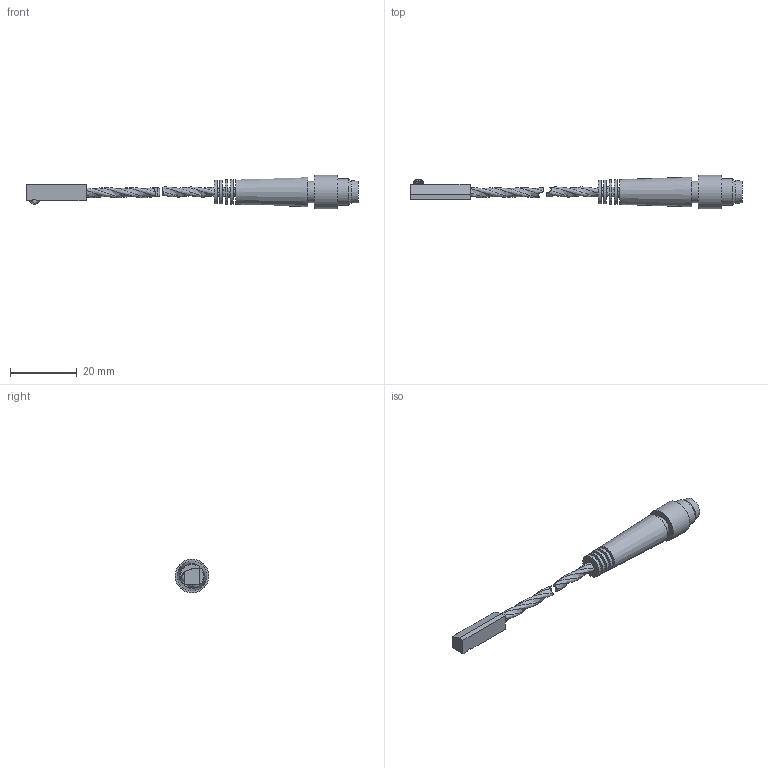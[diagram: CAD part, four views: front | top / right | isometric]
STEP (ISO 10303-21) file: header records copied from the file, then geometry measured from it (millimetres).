
FILE_DESCRIPTION((''),'2;1');
FILE_NAME('MZ07C500.stp','2014-06-29T12:12:00',('Administrator'),(''),'Autodesk Inventor 11','Autodesk Inventor 11','');
FILE_SCHEMA(('AUTOMOTIVE_DESIGN { 1 0 10303 214 1 1 1 1 }'));
Length unit declared in the file: millimetre
Products named in the file (3): MZ07C500; ipf M8 Stecker 3pol Teflon
Assembly tree (2 placements, depth 2):
  MZ07C500
    MZ07C500
    ipf M8 Stecker 3pol Teflon
Bounding box: 99.37 x 10.07 x 10.07 mm (x, y, z)
Volume: 2632 mm3; surface area: 2386.6 mm2
Topology: 2 solids, 2 shells, 124 faces, 311 edges, 208 vertices
Faces by surface type: bspline 48, plane 34, cylinder 28, cone 11, sphere 3
Full cylindrical faces by diameter (mm): 1 x3, 5.8 x1, 6.4 x2, 8 x1, 10.1 x1
Entity records: 6500 total; most frequent: CARTESIAN_POINT 3977, ORIENTED_EDGE 568, DIRECTION 350, EDGE_CURVE 284, VERTEX_POINT 202, B_SPLINE_CURVE_WITH_KNOTS 170, EDGE_LOOP 162, AXIS2_PLACEMENT_3D 155
